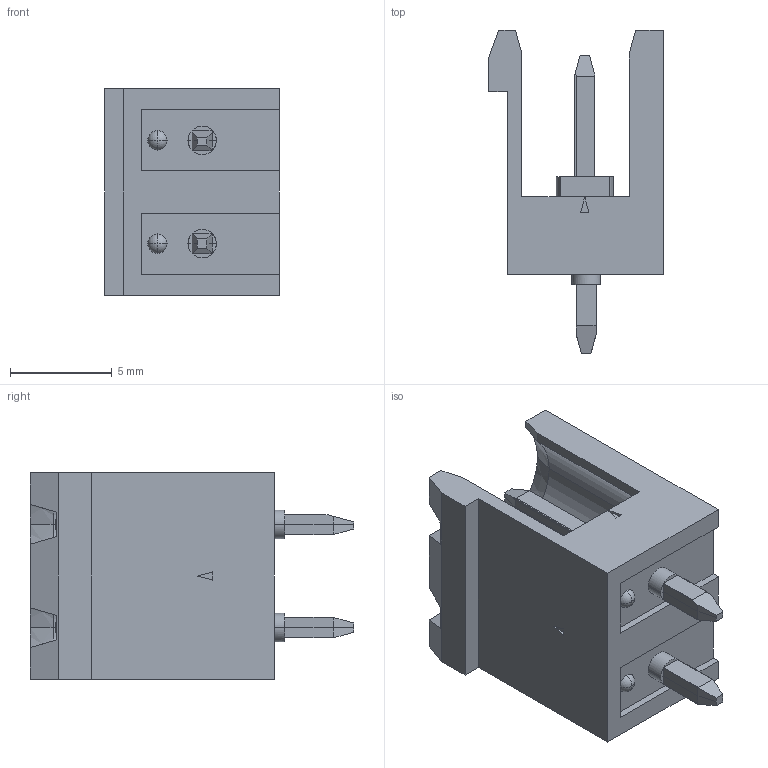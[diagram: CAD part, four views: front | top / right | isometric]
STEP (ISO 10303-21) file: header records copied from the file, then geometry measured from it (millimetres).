
FILE_DESCRIPTION(('SolidDesigner STEP Export'),'1');
FILE_NAME('mstbv_2.5-2-g-5.08.stp','2000-09-13T11:03:12',(''),(''), 'SolidDesigner STEP processor Version: 7.0(Mar 1999)for AP214(CD)(Solid Model)', 'CoCreate SolidDesigner: 08.01 19-Jun-2000(C) CoCreate Software GmbH','');
FILE_SCHEMA(('AUTOMOTIVE_DESIGN_CC2 {1 2 10303 214 -1 1 5 1}'));
Length unit declared in the file: millimetre
Products named in the file (2): mstbv_2.5-2-g-5.08
Assembly tree (1 placements, depth 2):
  mstbv_2.5-2-g-5.08
    mstbv_2.5-2-g-5.08
Bounding box: 8.6 x 15.9 x 10.16 mm (x, y, z)
Volume: 489.7 mm3; surface area: 787.6 mm2
Topology: 1 solids, 1 shells, 238 faces, 553 edges, 331 vertices
Faces by surface type: plane 191, cylinder 35, sphere 8, cone 4
Entity records: 7842 total; most frequent: ORIENTED_EDGE 1106, CARTESIAN_POINT 1011, DIRECTION 888, EDGE_CURVE 553, VECTOR 368, LINE 368, VERTEX_POINT 331, AXIS2_PLACEMENT_3D 260
